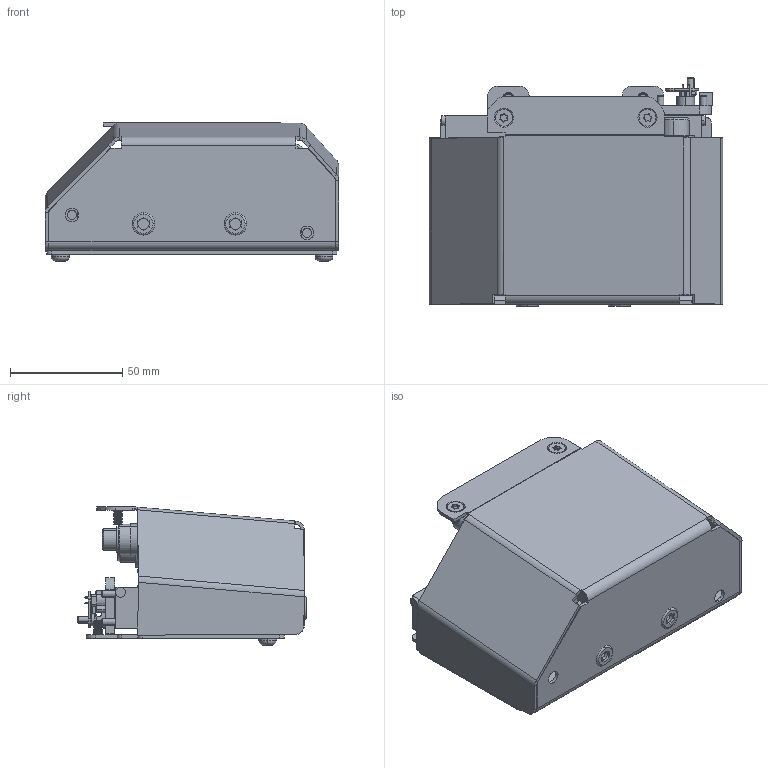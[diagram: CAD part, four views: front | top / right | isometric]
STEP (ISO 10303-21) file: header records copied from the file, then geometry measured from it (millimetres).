
FILE_DESCRIPTION (( 'STEP AP214' ), '1' );
FILE_NAME ('P7710.STEP', '2018-03-22T12:43:05', ( '' ), ( '' ), 'SwSTEP 2.0', 'SolidWorks 2016', '' );
FILE_SCHEMA (( 'AUTOMOTIVE_DESIGN' ));
Length unit declared in the file: millimetre
Products named in the file (1): P7710
Bounding box: 130.96 x 102.09 x 61.6 mm (x, y, z)
Volume: 164535.1 mm3; surface area: 103011.8 mm2
Topology: 23 solids, 23 shells, 1249 faces, 2871 edges, 1746 vertices
Faces by surface type: cylinder 471, plane 354, cone 214, torus 168, bspline 40, sphere 2
Entity records: 50750 total; most frequent: CARTESIAN_POINT 7538, DIRECTION 6679, ORIENTED_EDGE 5742, EDGE_CURVE 2871, AXIS2_PLACEMENT_3D 2681, VERTEX_POINT 1746, CIRCLE 1471, EDGE_LOOP 1379
